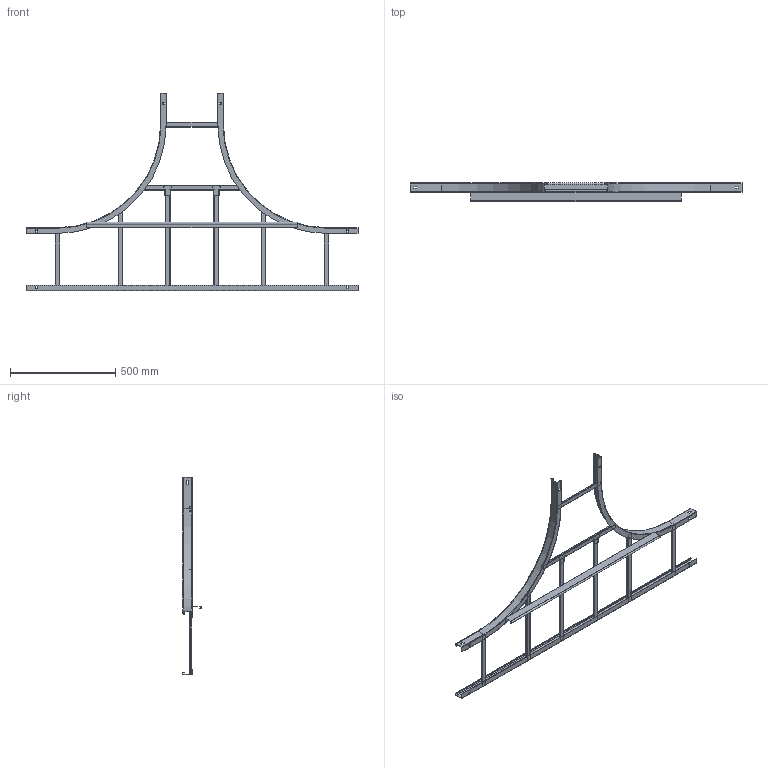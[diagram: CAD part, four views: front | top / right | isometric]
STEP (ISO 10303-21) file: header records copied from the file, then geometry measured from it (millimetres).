
FILE_DESCRIPTION((''),'2;1');
FILE_NAME('6205542_ASM','2012-12-21T',('AndreasKeweloh'),(''),'PRO/ENGINEER BY PARAMETRIC TECHNOLOGY CORPORATION, 2012230','PRO/ENGINEER BY PARAMETRIC TECHNOLOGY CORPORATION, 2012230','');
FILE_SCHEMA(('CONFIG_CONTROL_DESIGN'));
Length unit declared in the file: millimetre
Products named in the file (9): 6205542_INNENHOLM; 6205542_GEGENHOLM; 6205542_REF_TZHOLM; 6205542_SPR_L_1; 6205542_SPR_L_3; 6205542_SPR_L_2; 6205542_SPR_L_4; 6205542_AUFLAGEBLECH; 6205542_ASM
Assembly tree (14 placements, depth 2):
  6205542_ASM
    6205542_INNENHOLM  x2
    6205542_GEGENHOLM
    6205542_REF_TZHOLM
    6205542_SPR_L_1  x3
    6205542_SPR_L_3
    6205542_SPR_L_2  x2
    6205542_SPR_L_4  x2
    6205542_AUFLAGEBLECH  x2
Bounding box: 1580 x 90 x 940 mm (x, y, z)
Volume: 673220.9 mm3; surface area: 1098439.9 mm2
Topology: 14 solids, 14 shells, 454 faces, 1250 edges, 824 vertices
Faces by surface type: plane 258, cylinder 174, bspline 14, torus 8
Entity records: 8772 total; most frequent: CARTESIAN_POINT 1784, DIRECTION 1449, ORIENTED_EDGE 1418, EDGE_CURVE 709, VECTOR 495, LINE 495, AXIS2_PLACEMENT_3D 477, VERTEX_POINT 468
